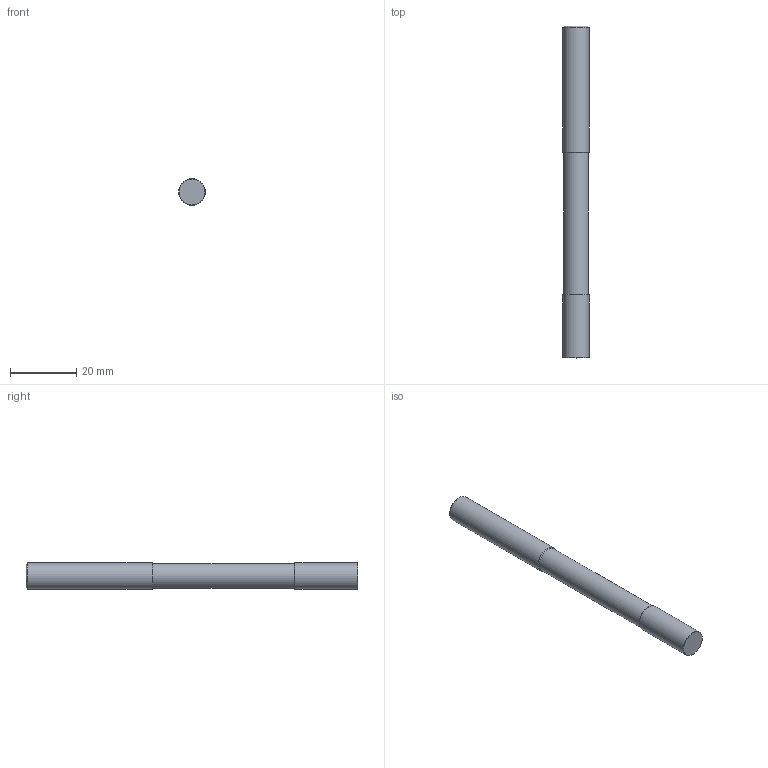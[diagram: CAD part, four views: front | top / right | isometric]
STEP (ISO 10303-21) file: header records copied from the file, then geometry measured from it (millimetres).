
FILE_DESCRIPTION(('HOOPS Exchange Step'),'2;1');
FILE_NAME('export-76B7D62C-F900-4151-92EA-6C457798A14A.stp','2023-08-03T08:56:11+02:00',('Engineering'),('Alibre'),'HOOPS Exchange 2021.0','Alibre','Unknown authorisation');
FILE_SCHEMA( ('AP242_MANAGED_MODEL_BASED_3D_ENGINEERING_MIM_LF {1 0 10303 442 1 1 4 }') );
Length unit declared in the file: millimetre
Products named in the file (1): 3739 VHM-Endmill SPEEDCUT Alu-XXL 8.00mm (0729000800100)
Bounding box: 8 x 100 x 8 mm (x, y, z)
Volume: 4763.7 mm3; surface area: 2545.4 mm2
Topology: 1 solids, 1 shells, 11 faces, 23 edges, 16 vertices
Faces by surface type: cone 4, plane 4, cylinder 3
Full cylindrical faces by diameter (mm): 7.5 x1, 8 x2
Entity records: 339 total; most frequent: DIRECTION 65, CARTESIAN_POINT 52, ORIENTED_EDGE 46, AXIS2_PLACEMENT_3D 29, EDGE_CURVE 23, VERTEX_POINT 16, CIRCLE 16, EDGE_LOOP 13
